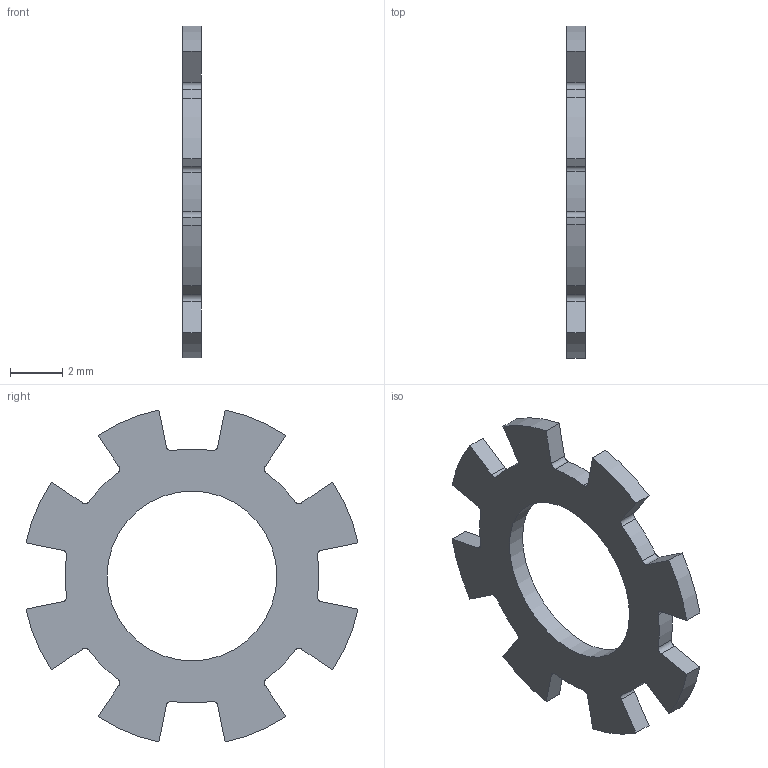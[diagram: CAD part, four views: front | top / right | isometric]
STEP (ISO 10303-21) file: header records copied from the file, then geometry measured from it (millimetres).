
FILE_DESCRIPTION(/* description */ ('External Tooth Lock Washer Type A'),/* implementation_level */ '2;1');
FILE_NAME(/* name */ 'local.ANSI.1059.80.1.ipt.step',/* time_stamp */ '2017-01-05T11:52:28-08:00',/* author */ ('Autodesk'),/* organization */ (''),/* preprocessor_version */ 'ST-DEVELOPER v16.5',/* originating_system */ 'Autodesk Inventor 2017',/* authorisation */ '');
FILE_SCHEMA (('AUTOMOTIVE_DESIGN { 1 0 10303 214 3 1 1 }'));
Length unit declared in the file: millimetre
Products named in the file (1): ASME B18.21.1 - 1/4. Carbon Steel
Bounding box: 0.71 x 12.71 x 12.71 mm (x, y, z)
Volume: 49.8 mm3; surface area: 197.3 mm2
Topology: 1 solids, 1 shells, 51 faces, 147 edges, 98 vertices
Faces by surface type: cylinder 33, plane 18
Full cylindrical faces by diameter (mm): 6.502 x1
Entity records: 1736 total; most frequent: DIRECTION 316, CARTESIAN_POINT 296, ORIENTED_EDGE 292, EDGE_CURVE 146, AXIS2_PLACEMENT_3D 118, VERTEX_POINT 98, LINE 80, VECTOR 80
